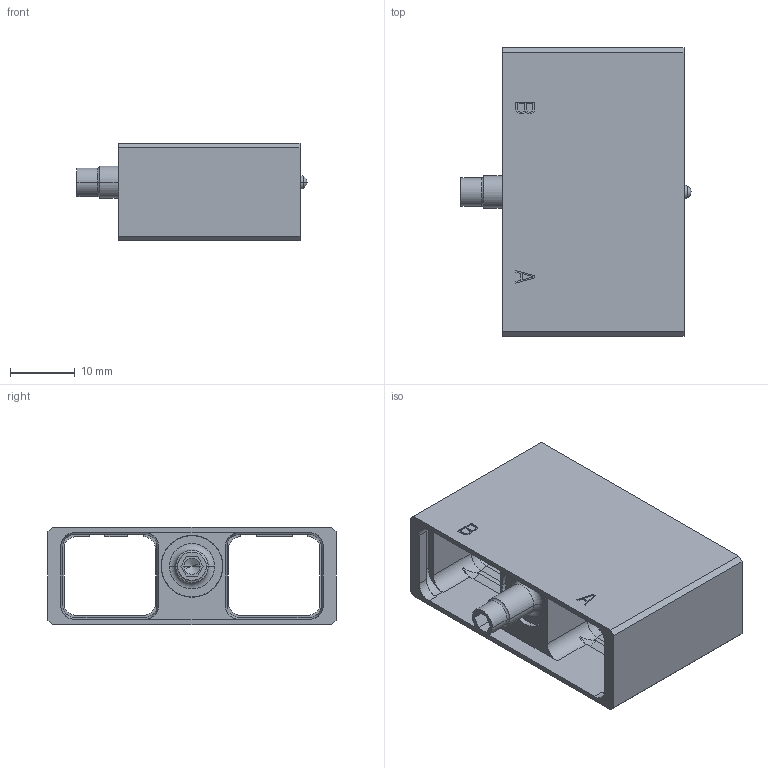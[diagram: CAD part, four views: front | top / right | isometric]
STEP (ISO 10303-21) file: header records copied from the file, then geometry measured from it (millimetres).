
FILE_DESCRIPTION((''),'2;1');
FILE_NAME('SIM2D40ND','2019-10-30T',('presta_be4'),(''),'CREO PARAMETRIC BY PTC INC, 2018360','CREO PARAMETRIC BY PTC INC, 2018360','');
FILE_SCHEMA(('CONFIG_CONTROL_DESIGN'));
Products named in the file (1): SIM2D40ND
Bounding box: 35.55 x 44.5 x 15.06 mm (x, y, z)
Volume: 6377.6 mm3; surface area: 9575.2 mm2
Topology: 2 solids, 2 shells, 1975 faces, 5613 edges, 3448 vertices
Faces by surface type: plane 872, cylinder 475, cone 224, torus 200, sphere 194, bspline 10
Entity records: 63748 total; most frequent: CARTESIAN_POINT 12721, DIRECTION 11087, ORIENTED_EDGE 10450, EDGE_CURVE 5225, AXIS2_PLACEMENT_3D 3933, VERTEX_POINT 3448, VECTOR 3221, LINE 3221
